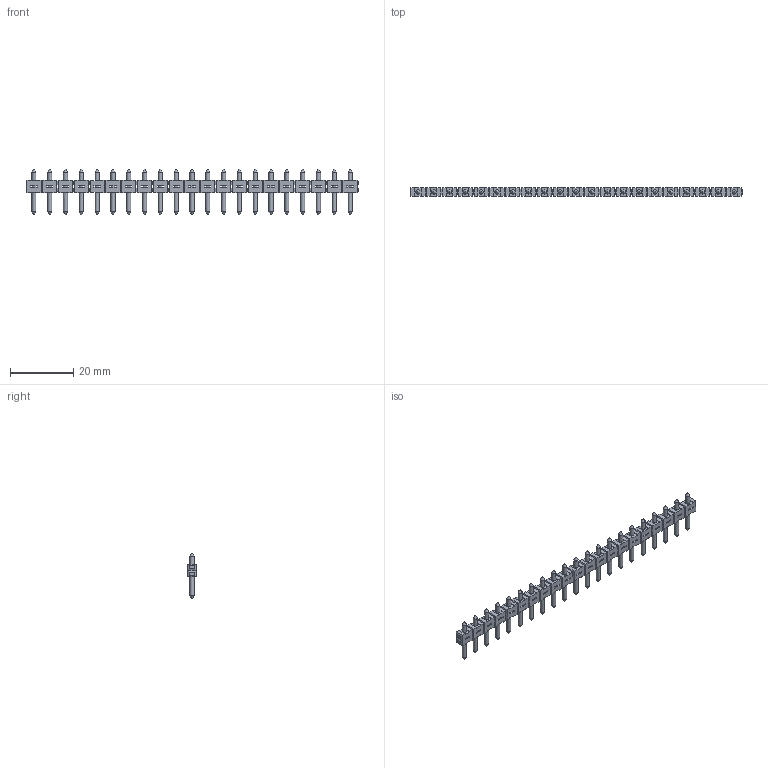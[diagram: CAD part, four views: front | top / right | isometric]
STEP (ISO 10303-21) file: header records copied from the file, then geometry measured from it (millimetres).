
FILE_DESCRIPTION(('STEP AP214'),'1');
FILE_NAME('PVSD21-5.stp','2018-11-21T09:42:33',(' '),(' '),'Spatial InterOp 3D',' ',' ');
FILE_SCHEMA(('AUTOMOTIVE_DESIGN { 1 0 10303 214 1 1 1 1 }'));
Length unit declared in the file: metre
Products named in the file (1): 1
Bounding box: 105 x 2.8 x 14.5 mm (x, y, z)
Volume: 1316.3 mm3; surface area: 2699.8 mm2
Topology: 1 solids, 1 shells, 781 faces, 2003 edges, 1184 vertices
Faces by surface type: plane 676, cylinder 63, cone 42
Full cylindrical faces by diameter (mm): 1.3 x63
Entity records: 27713 total; most frequent: CARTESIAN_POINT 3654, ORIENTED_EDGE 3544, DIRECTION 3462, EDGE_CURVE 1772, LINE 1646, VECTOR 1646, VERTEX_POINT 1100, EDGE_LOOP 970
